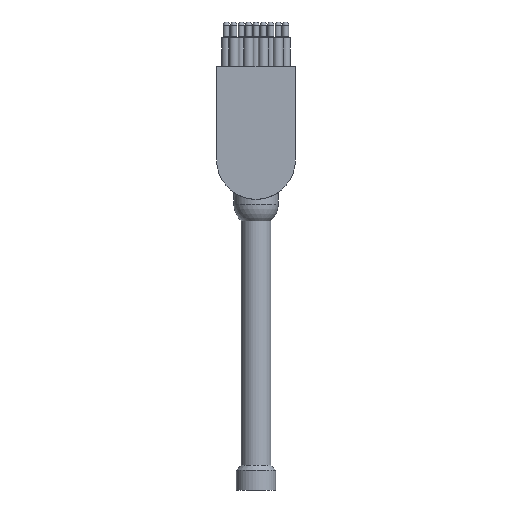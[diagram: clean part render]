
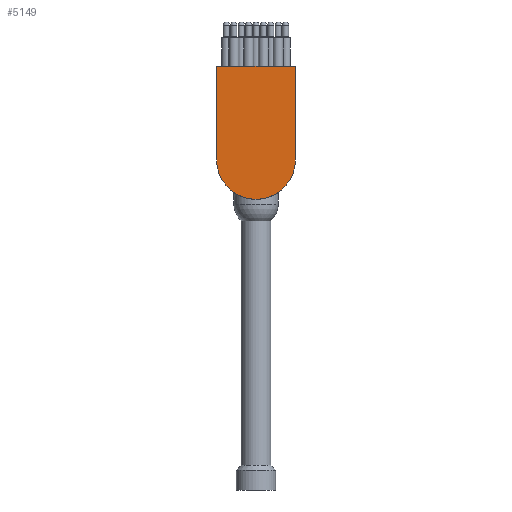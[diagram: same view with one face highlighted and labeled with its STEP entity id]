
A CAD part, front view. The second image highlights one B-rep face of the part: STEP entity #5149.
In plain terms, the highlighted planar face has unit normal (0, -1, 0).
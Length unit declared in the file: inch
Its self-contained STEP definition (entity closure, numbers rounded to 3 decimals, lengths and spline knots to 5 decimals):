
#206=CIRCLE($,#5469,0.5);
#207=CIRCLE($,#5471,0.5);
#490=PLANE($,#5477);
#765=FACE_OUTER_BOUND($,#1165,.T.);
#1165=EDGE_LOOP($,(#4332,#4333,#4334,#4335,#4336));
#1572=LINE($,#8926,#1857);
#1578=LINE($,#9277,#1863);
#1580=LINE($,#9280,#1865);
#1857=VECTOR($,#6046,1.);
#1863=VECTOR($,#6344,1.1875);
#1865=VECTOR($,#6348,1.1875);
#2404=VERTEX_POINT($,#8924);
#2405=VERTEX_POINT($,#8925);
#2468=VERTEX_POINT($,#9166);
#2490=VERTEX_POINT($,#9266);
#2491=VERTEX_POINT($,#9270);
#3046=EDGE_CURVE($,#2404,#2405,#1572,.T.);
#3133=EDGE_CURVE($,#2490,#2468,#206,.T.);
#3134=EDGE_CURVE($,#2468,#2491,#207,.T.);
#3137=EDGE_CURVE($,#2491,#2404,#1578,.T.);
#3139=EDGE_CURVE($,#2405,#2490,#1580,.T.);
#4332=ORIENTED_EDGE($,*,*,#3137,.F.);
#4333=ORIENTED_EDGE($,*,*,#3134,.F.);
#4334=ORIENTED_EDGE($,*,*,#3133,.F.);
#4335=ORIENTED_EDGE($,*,*,#3139,.F.);
#4336=ORIENTED_EDGE($,*,*,#3046,.F.);
#5149=ADVANCED_FACE($,(#765),#490,.F.);
#5469=AXIS2_PLACEMENT_3D($,#9268,#6331,#6332);
#5471=AXIS2_PLACEMENT_3D($,#9271,#6335,#6336);
#5477=AXIS2_PLACEMENT_3D($,#9283,#6352,#6353);
#6046=DIRECTION($,(1.,0.,0.));
#6331=DIRECTION('center_axis',(0.,1.,0.));
#6332=DIRECTION('ref_axis',(0.,0.,1.));
#6335=DIRECTION('center_axis',(0.,1.,0.));
#6336=DIRECTION('ref_axis',(0.,0.,1.));
#6344=DIRECTION($,(0.,0.,1.));
#6348=DIRECTION($,(0.,0.,-1.));
#6352=DIRECTION('center_axis',(0.,1.,0.));
#6353=DIRECTION('ref_axis',(0.,0.,1.));
#8924=CARTESIAN_POINT('',(-0.5,-0.281,0.));
#8925=CARTESIAN_POINT('',(0.5,-0.281,0.));
#8926=CARTESIAN_POINT($,(-0.5,-0.281,0.));
#9166=CARTESIAN_POINT('',(0.,-0.281,-1.6875));
#9266=CARTESIAN_POINT('',(0.5,-0.281,-1.1875));
#9268=CARTESIAN_POINT('Origin',(0.,-0.281,-1.1875));
#9270=CARTESIAN_POINT('',(-0.5,-0.281,-1.1875));
#9271=CARTESIAN_POINT('Origin',(0.,-0.281,-1.1875));
#9277=CARTESIAN_POINT($,(-0.5,-0.281,-1.1875));
#9280=CARTESIAN_POINT($,(0.5,-0.281,0.));
#9283=CARTESIAN_POINT('Origin',(0.,-0.281,-1.1875));
